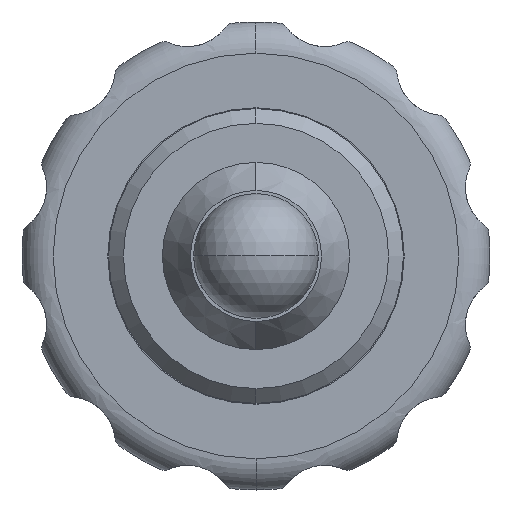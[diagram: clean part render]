
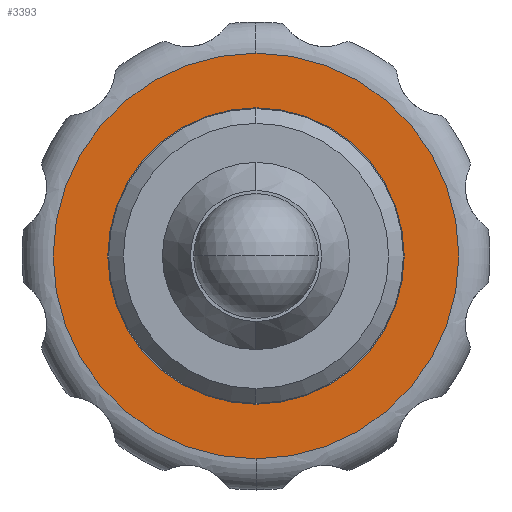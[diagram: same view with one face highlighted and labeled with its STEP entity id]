
A CAD part, left-side view. The second image highlights one B-rep face of the part: STEP entity #3393.
In plain terms, the highlighted planar face has unit normal (-1, 0, 0).
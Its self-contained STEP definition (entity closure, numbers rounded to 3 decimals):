
#59 = AXIS2_PLACEMENT_3D ( 'NONE', #3052, #3373, #440 ) ;
#159 = PLANE ( 'NONE',  #2890 ) ;
#261 = VERTEX_POINT ( 'NONE', #4097 ) ;
#331 = CARTESIAN_POINT ( 'NONE',  ( -5.5, 0., 0. ) ) ;
#406 = CARTESIAN_POINT ( 'NONE',  ( -5.5, 0., 0. ) ) ;
#440 = DIRECTION ( 'NONE',  ( 0., 0., -1. ) ) ;
#497 = CARTESIAN_POINT ( 'NONE',  ( -5.5, 0., 0. ) ) ;
#501 = CIRCLE ( 'NONE', #3281, 4.5 ) ;
#673 = DIRECTION ( 'NONE',  ( 0., 0., -1. ) ) ;
#701 = EDGE_CURVE ( 'NONE', #261, #1250, #2848, .T. ) ;
#737 = CARTESIAN_POINT ( 'NONE',  ( -5.5, 0., 4.5 ) ) ;
#784 = DIRECTION ( 'NONE',  ( -1., 0., 0. ) ) ;
#835 = DIRECTION ( 'NONE',  ( 0., 0., -1. ) ) ;
#893 = FACE_BOUND ( 'NONE', #1347, .T. ) ;
#987 = EDGE_CURVE ( 'NONE', #1250, #261, #1479, .T. ) ;
#1082 = CARTESIAN_POINT ( 'NONE',  ( -5.5, 0., -6.5 ) ) ;
#1250 = VERTEX_POINT ( 'NONE', #1082 ) ;
#1347 = EDGE_LOOP ( 'NONE', ( #3578, #3132 ) ) ;
#1479 = CIRCLE ( 'NONE', #59, 6.5 ) ;
#1767 = FACE_OUTER_BOUND ( 'NONE', #2238, .T. ) ;
#1873 = ORIENTED_EDGE ( 'NONE', *, *, #701, .T. ) ;
#1959 = DIRECTION ( 'NONE',  ( 0., 0., -1. ) ) ;
#2167 = CARTESIAN_POINT ( 'NONE',  ( -5.5, 0., -4.5 ) ) ;
#2205 = VERTEX_POINT ( 'NONE', #737 ) ;
#2238 = EDGE_LOOP ( 'NONE', ( #3334, #1873 ) ) ;
#2366 = EDGE_CURVE ( 'NONE', #2205, #3492, #3464, .T. ) ;
#2456 = DIRECTION ( 'NONE',  ( -1., 0., 0. ) ) ;
#2503 = EDGE_CURVE ( 'NONE', #3492, #2205, #501, .T. ) ;
#2625 = DIRECTION ( 'NONE',  ( -1., 0., 0. ) ) ;
#2743 = CARTESIAN_POINT ( 'NONE',  ( -5.5, 0., 0. ) ) ;
#2784 = DIRECTION ( 'NONE',  ( 1., 0., 0. ) ) ;
#2829 = AXIS2_PLACEMENT_3D ( 'NONE', #406, #2456, #1959 ) ;
#2848 = CIRCLE ( 'NONE', #2950, 6.5 ) ;
#2890 = AXIS2_PLACEMENT_3D ( 'NONE', #497, #2784, #835 ) ;
#2950 = AXIS2_PLACEMENT_3D ( 'NONE', #331, #2625, #673 ) ;
#3052 = CARTESIAN_POINT ( 'NONE',  ( -5.5, 0., 0. ) ) ;
#3067 = DIRECTION ( 'NONE',  ( 0., 0., -1. ) ) ;
#3132 = ORIENTED_EDGE ( 'NONE', *, *, #2366, .F. ) ;
#3281 = AXIS2_PLACEMENT_3D ( 'NONE', #2743, #784, #3067 ) ;
#3334 = ORIENTED_EDGE ( 'NONE', *, *, #987, .T. ) ;
#3373 = DIRECTION ( 'NONE',  ( -1., 0., 0. ) ) ;
#3393 = ADVANCED_FACE ( 'NONE', ( #1767, #893 ), #159, .F. ) ;
#3464 = CIRCLE ( 'NONE', #2829, 4.5 ) ;
#3492 = VERTEX_POINT ( 'NONE', #2167 ) ;
#3578 = ORIENTED_EDGE ( 'NONE', *, *, #2503, .F. ) ;
#4097 = CARTESIAN_POINT ( 'NONE',  ( -5.5, 0., 6.5 ) ) ;
